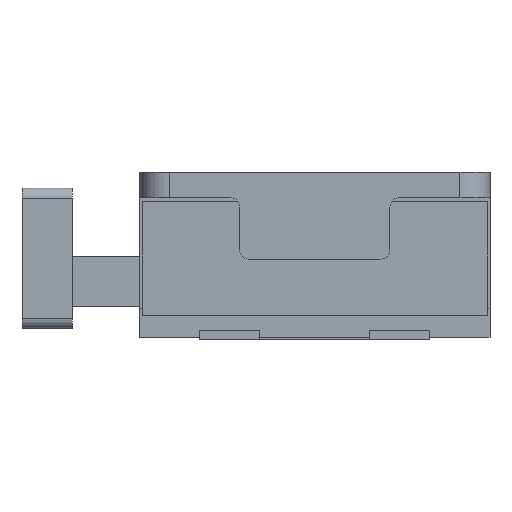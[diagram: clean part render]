
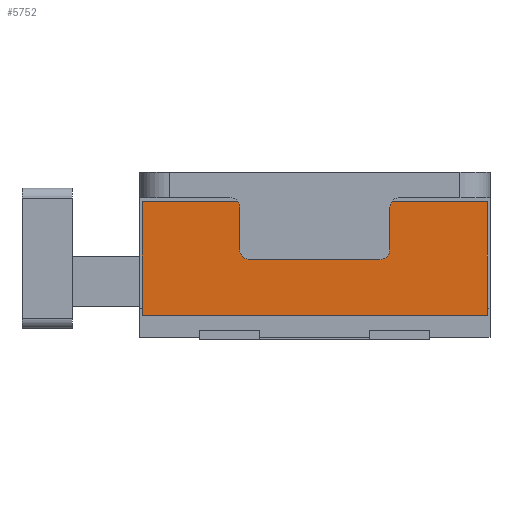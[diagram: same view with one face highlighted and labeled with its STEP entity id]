
A CAD part, left-side view. The second image highlights one B-rep face of the part: STEP entity #5752.
In plain terms, the highlighted planar face has unit normal (-1, 0, 0).
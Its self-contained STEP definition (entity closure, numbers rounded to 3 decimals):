
#4664 = PLANE('',#4665);
#4665 = AXIS2_PLACEMENT_3D('',#4666,#4667,#4668);
#4666 = CARTESIAN_POINT('',(-0.004,1.725,0.789));
#4667 = DIRECTION('',(0.,1.,0.));
#4668 = DIRECTION('',(0.,0.,1.));
#5444 = VERTEX_POINT('',#5445);
#5445 = CARTESIAN_POINT('',(-2.168,1.725,1.355));
#5461 = PLANE('',#5462);
#5462 = AXIS2_PLACEMENT_3D('',#5463,#5464,#5465);
#5463 = CARTESIAN_POINT('',(-2.168,1.725,1.355));
#5464 = DIRECTION('',(0.,0.,1.));
#5465 = DIRECTION('',(1.,0.,0.));
#5502 = VERTEX_POINT('',#5503);
#5503 = CARTESIAN_POINT('',(-2.168,1.725,0.223));
#5517 = PLANE('',#5518);
#5518 = AXIS2_PLACEMENT_3D('',#5519,#5520,#5521);
#5519 = CARTESIAN_POINT('',(2.16,1.725,0.223));
#5520 = DIRECTION('',(0.,0.,-1.));
#5521 = DIRECTION('',(-1.,0.,0.));
#5529 = EDGE_CURVE('',#5502,#5444,#5530,.T.);
#5530 = SURFACE_CURVE('',#5531,(#5535,#5542),.PCURVE_S1.);
#5531 = LINE('',#5532,#5533);
#5532 = CARTESIAN_POINT('',(-2.168,1.725,0.223));
#5533 = VECTOR('',#5534,1.);
#5534 = DIRECTION('',(0.,0.,1.));
#5535 = PCURVE('',#4664,#5536);
#5536 = DEFINITIONAL_REPRESENTATION('',(#5537),#5541);
#5537 = LINE('',#5538,#5539);
#5538 = CARTESIAN_POINT('',(-0.566,-2.164));
#5539 = VECTOR('',#5540,1.);
#5540 = DIRECTION('',(1.,0.));
#5541 = ( GEOMETRIC_REPRESENTATION_CONTEXT(2) 
PARAMETRIC_REPRESENTATION_CONTEXT() REPRESENTATION_CONTEXT('2D SPACE',''
  ) );
#5542 = PCURVE('',#5543,#5548);
#5543 = PLANE('',#5544);
#5544 = AXIS2_PLACEMENT_3D('',#5545,#5546,#5547);
#5545 = CARTESIAN_POINT('',(-2.168,1.725,0.223));
#5546 = DIRECTION('',(-1.,0.,0.));
#5547 = DIRECTION('',(0.,0.,1.));
#5548 = DEFINITIONAL_REPRESENTATION('',(#5549),#5553);
#5549 = LINE('',#5550,#5551);
#5550 = CARTESIAN_POINT('',(0.,0.));
#5551 = VECTOR('',#5552,1.);
#5552 = DIRECTION('',(1.,0.));
#5553 = ( GEOMETRIC_REPRESENTATION_CONTEXT(2) 
PARAMETRIC_REPRESENTATION_CONTEXT() REPRESENTATION_CONTEXT('2D SPACE',''
  ) );
#5680 = EDGE_CURVE('',#5444,#5681,#5683,.T.);
#5681 = VERTEX_POINT('',#5682);
#5682 = CARTESIAN_POINT('',(-2.168,-1.725,1.355));
#5683 = SURFACE_CURVE('',#5684,(#5688,#5695),.PCURVE_S1.);
#5684 = LINE('',#5685,#5686);
#5685 = CARTESIAN_POINT('',(-2.168,1.725,1.355));
#5686 = VECTOR('',#5687,1.);
#5687 = DIRECTION('',(0.,-1.,0.));
#5688 = PCURVE('',#5461,#5689);
#5689 = DEFINITIONAL_REPRESENTATION('',(#5690),#5694);
#5690 = LINE('',#5691,#5692);
#5691 = CARTESIAN_POINT('',(0.,0.));
#5692 = VECTOR('',#5693,1.);
#5693 = DIRECTION('',(0.,-1.));
#5694 = ( GEOMETRIC_REPRESENTATION_CONTEXT(2) 
PARAMETRIC_REPRESENTATION_CONTEXT() REPRESENTATION_CONTEXT('2D SPACE',''
  ) );
#5695 = PCURVE('',#5543,#5696);
#5696 = DEFINITIONAL_REPRESENTATION('',(#5697),#5701);
#5697 = LINE('',#5698,#5699);
#5698 = CARTESIAN_POINT('',(1.131,0.));
#5699 = VECTOR('',#5700,1.);
#5700 = DIRECTION('',(0.,-1.));
#5701 = ( GEOMETRIC_REPRESENTATION_CONTEXT(2) 
PARAMETRIC_REPRESENTATION_CONTEXT() REPRESENTATION_CONTEXT('2D SPACE',''
  ) );
#5719 = PLANE('',#5720);
#5720 = AXIS2_PLACEMENT_3D('',#5721,#5722,#5723);
#5721 = CARTESIAN_POINT('',(-0.004,-1.725,0.789));
#5722 = DIRECTION('',(0.,1.,0.));
#5723 = DIRECTION('',(0.,0.,1.));
#5752 = ADVANCED_FACE('',(#5753),#5543,.T.);
#5753 = FACE_BOUND('',#5754,.T.);
#5754 = EDGE_LOOP('',(#5755,#5778,#5799,#5800));
#5755 = ORIENTED_EDGE('',*,*,#5756,.T.);
#5756 = EDGE_CURVE('',#5502,#5757,#5759,.T.);
#5757 = VERTEX_POINT('',#5758);
#5758 = CARTESIAN_POINT('',(-2.168,-1.725,0.223));
#5759 = SURFACE_CURVE('',#5760,(#5764,#5771),.PCURVE_S1.);
#5760 = LINE('',#5761,#5762);
#5761 = CARTESIAN_POINT('',(-2.168,1.725,0.223));
#5762 = VECTOR('',#5763,1.);
#5763 = DIRECTION('',(0.,-1.,0.));
#5764 = PCURVE('',#5543,#5765);
#5765 = DEFINITIONAL_REPRESENTATION('',(#5766),#5770);
#5766 = LINE('',#5767,#5768);
#5767 = CARTESIAN_POINT('',(0.,0.));
#5768 = VECTOR('',#5769,1.);
#5769 = DIRECTION('',(0.,-1.));
#5770 = ( GEOMETRIC_REPRESENTATION_CONTEXT(2) 
PARAMETRIC_REPRESENTATION_CONTEXT() REPRESENTATION_CONTEXT('2D SPACE',''
  ) );
#5771 = PCURVE('',#5517,#5772);
#5772 = DEFINITIONAL_REPRESENTATION('',(#5773),#5777);
#5773 = LINE('',#5774,#5775);
#5774 = CARTESIAN_POINT('',(4.328,0.));
#5775 = VECTOR('',#5776,1.);
#5776 = DIRECTION('',(0.,-1.));
#5777 = ( GEOMETRIC_REPRESENTATION_CONTEXT(2) 
PARAMETRIC_REPRESENTATION_CONTEXT() REPRESENTATION_CONTEXT('2D SPACE',''
  ) );
#5778 = ORIENTED_EDGE('',*,*,#5779,.T.);
#5779 = EDGE_CURVE('',#5757,#5681,#5780,.T.);
#5780 = SURFACE_CURVE('',#5781,(#5785,#5792),.PCURVE_S1.);
#5781 = LINE('',#5782,#5783);
#5782 = CARTESIAN_POINT('',(-2.168,-1.725,0.223));
#5783 = VECTOR('',#5784,1.);
#5784 = DIRECTION('',(0.,0.,1.));
#5785 = PCURVE('',#5543,#5786);
#5786 = DEFINITIONAL_REPRESENTATION('',(#5787),#5791);
#5787 = LINE('',#5788,#5789);
#5788 = CARTESIAN_POINT('',(0.,-3.45));
#5789 = VECTOR('',#5790,1.);
#5790 = DIRECTION('',(1.,0.));
#5791 = ( GEOMETRIC_REPRESENTATION_CONTEXT(2) 
PARAMETRIC_REPRESENTATION_CONTEXT() REPRESENTATION_CONTEXT('2D SPACE',''
  ) );
#5792 = PCURVE('',#5719,#5793);
#5793 = DEFINITIONAL_REPRESENTATION('',(#5794),#5798);
#5794 = LINE('',#5795,#5796);
#5795 = CARTESIAN_POINT('',(-0.566,-2.164));
#5796 = VECTOR('',#5797,1.);
#5797 = DIRECTION('',(1.,0.));
#5798 = ( GEOMETRIC_REPRESENTATION_CONTEXT(2) 
PARAMETRIC_REPRESENTATION_CONTEXT() REPRESENTATION_CONTEXT('2D SPACE',''
  ) );
#5799 = ORIENTED_EDGE('',*,*,#5680,.F.);
#5800 = ORIENTED_EDGE('',*,*,#5529,.F.);
